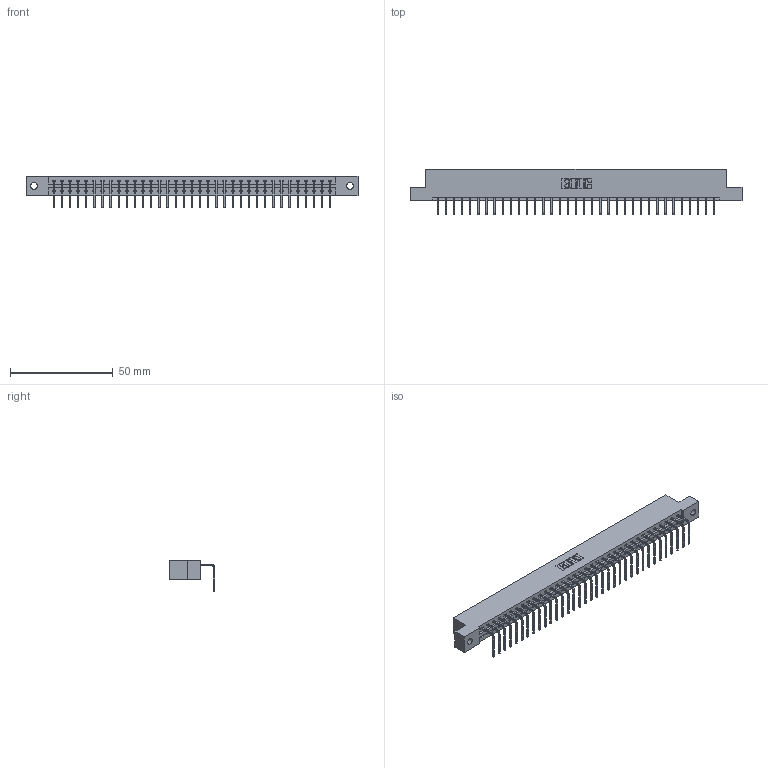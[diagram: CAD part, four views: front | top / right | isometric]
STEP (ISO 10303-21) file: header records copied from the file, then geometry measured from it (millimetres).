
FILE_DESCRIPTION (( 'STEP AP203' ), '1' );
FILE_NAME ('337-035-558-102.STEP', '2018-08-07T21:02:57', ( '' ), ( '' ), 'SwSTEP 2.0', 'SolidWorks 2016', '' );
FILE_SCHEMA (( 'CONFIG_CONTROL_DESIGN' ));
Length unit declared in the file: inch
Products named in the file (3): 337 Part_Flush Mounting Lugs - 0.128 Dia; 345-292-001_558 Tail - 2; 337-035-558-102
Assembly tree (36 placements, depth 2):
  337-035-558-102
    337 Part_Flush Mounting Lugs - 0.128 Dia
    345-292-001_558 Tail - 2  x35
Bounding box: 161.7 x 22.17 x 15.37 mm (x, y, z)
Volume: 16798 mm3; surface area: 17765.9 mm2
Topology: 36 solids, 36 shells, 2354 faces, 7101 edges, 4686 vertices
Faces by surface type: plane 1750, cylinder 604
Entity records: 27009 total; most frequent: CARTESIAN_POINT 4711, ORIENTED_EDGE 4682, DIRECTION 3979, EDGE_CURVE 2341, VECTOR 2213, LINE 2213, VERTEX_POINT 1558, AXIS2_PLACEMENT_3D 883
